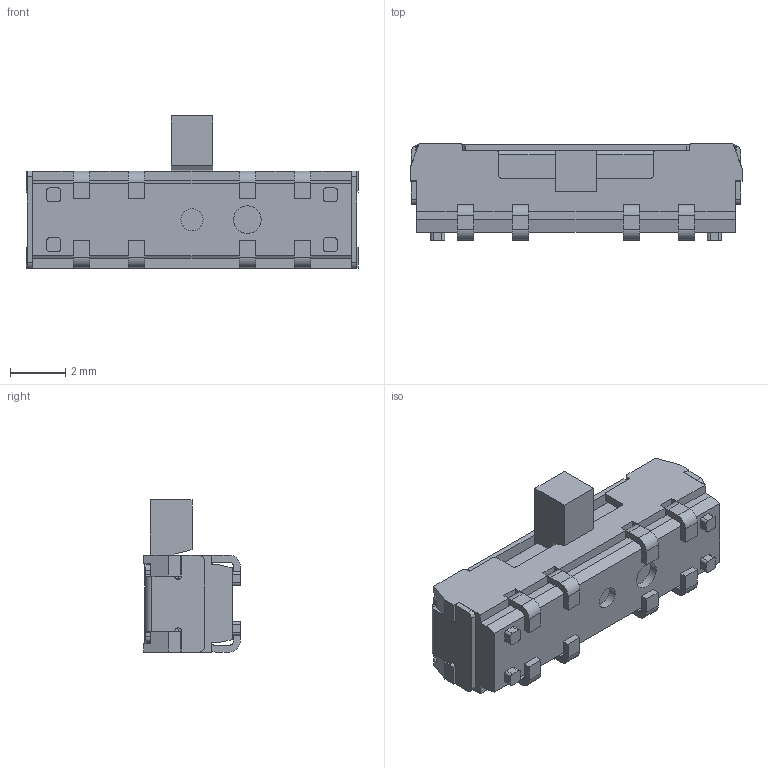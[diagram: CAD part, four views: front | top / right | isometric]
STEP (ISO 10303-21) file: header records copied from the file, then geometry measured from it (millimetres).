
FILE_DESCRIPTION(('FreeCAD Model'),'2;1');
FILE_NAME('Open CASCADE Shape Model','2021-11-28T03:43:02',(''),(''), 'Open CASCADE STEP processor 7.5','FreeCAD','Unknown');
FILE_SCHEMA(('AUTOMOTIVE_DESIGN { 1 0 10303 214 1 1 1 1 }'));
Length unit declared in the file: millimetre
Products named in the file (3): CL-SB-23A-11T; _3Side setting_s; Cut
Assembly tree (2 placements, depth 2):
  CL-SB-23A-11T
    _3Side setting_s
    Cut
Bounding box: 12 x 3.5 x 5.5 mm (x, y, z)
Volume: 112.7 mm3; surface area: 369.8 mm2
Topology: 2 solids, 2 shells, 356 faces, 1018 edges, 656 vertices
Faces by surface type: plane 259, cylinder 97
Full cylindrical faces by diameter (mm): 0.8 x1, 1 x1
Entity records: 13784 total; most frequent: CARTESIAN_POINT 2107, ORIENTED_EDGE 2036, DIRECTION 1948, EDGE_CURVE 1018, LINE 786, VECTOR 786, VERTEX_POINT 656, AXIS2_PLACEMENT_3D 581
